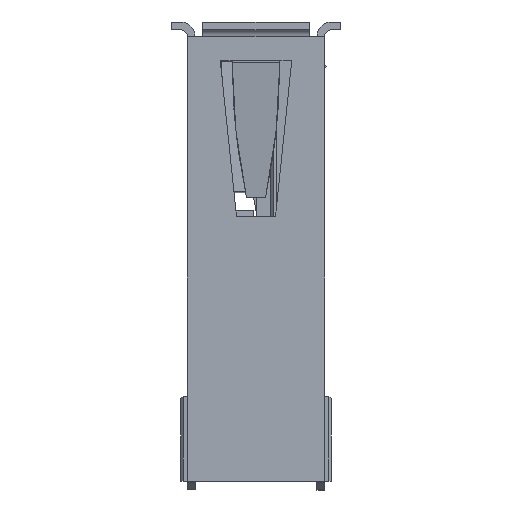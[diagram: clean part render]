
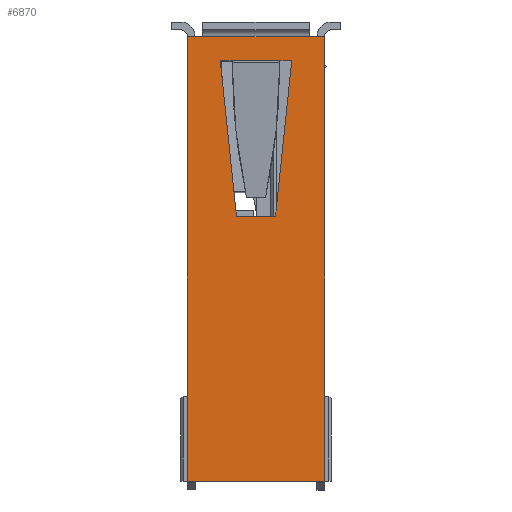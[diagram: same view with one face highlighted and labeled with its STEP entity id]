
A CAD part, left-side view. The second image highlights one B-rep face of the part: STEP entity #6870.
In plain terms, the highlighted planar face has unit normal (-1, 0, 0).
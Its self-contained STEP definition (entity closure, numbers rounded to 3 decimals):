
#268=DIRECTION('',(0.,0.,1.));
#269=VECTOR('',#268,18.67);
#270=CARTESIAN_POINT('',(-6.568,-2.88,-19.29));
#271=LINE('',#270,#269);
#458=DIRECTION('',(0.,0.,1.));
#459=VECTOR('',#458,18.67);
#460=CARTESIAN_POINT('',(-6.568,2.88,-19.29));
#461=LINE('',#460,#459);
#580=DIRECTION('',(0.,1.,0.));
#581=VECTOR('',#580,0.64);
#582=CARTESIAN_POINT('',(-6.568,2.24,-0.62));
#583=LINE('',#582,#581);
#612=DIRECTION('',(0.,1.,0.));
#613=VECTOR('',#612,0.64);
#614=CARTESIAN_POINT('',(-6.568,-2.88,-0.62));
#615=LINE('',#614,#613);
#2022=DIRECTION('',(0.,1.,0.));
#2023=VECTOR('',#2022,5.76);
#2024=CARTESIAN_POINT('',(-6.568,-2.88,-19.29));
#2025=LINE('',#2024,#2023);
#2026=DIRECTION('',(0.,1.,0.));
#2027=VECTOR('',#2026,4.48);
#2028=CARTESIAN_POINT('',(-6.568,-2.24,-0.62));
#2029=LINE('',#2028,#2027);
#2030=DIRECTION('',(0.,1.,0.));
#2031=VECTOR('',#2030,0.503);
#2032=CARTESIAN_POINT('',(-6.568,1.,-1.62));
#2033=LINE('',#2032,#2031);
#2034=DIRECTION('',(0.,-0.104,-0.995));
#2035=VECTOR('',#2034,6.565);
#2036=CARTESIAN_POINT('',(-6.568,1.503,-1.62));
#2037=LINE('',#2036,#2035);
#2038=DIRECTION('',(0.,-1.,0.));
#2039=VECTOR('',#2038,1.645);
#2040=CARTESIAN_POINT('',(-6.568,0.822,-8.15));
#2041=LINE('',#2040,#2039);
#2042=DIRECTION('',(0.,-0.104,0.995));
#2043=VECTOR('',#2042,6.565);
#2044=CARTESIAN_POINT('',(-6.568,-0.822,-8.15));
#2045=LINE('',#2044,#2043);
#2046=DIRECTION('',(0.,1.,0.));
#2047=VECTOR('',#2046,0.503);
#2048=CARTESIAN_POINT('',(-6.568,-1.503,-1.62));
#2049=LINE('',#2048,#2047);
#2050=DIRECTION('',(0.,1.,0.));
#2051=VECTOR('',#2050,2.);
#2052=CARTESIAN_POINT('',(-6.568,-1.,-1.62));
#2053=LINE('',#2052,#2051);
#3498=CARTESIAN_POINT('',(-6.568,-2.88,-19.29));
#3499=CARTESIAN_POINT('',(-6.568,2.88,-19.29));
#3500=VERTEX_POINT('',#3498);
#3501=VERTEX_POINT('',#3499);
#3706=CARTESIAN_POINT('',(-6.568,-2.88,-0.62));
#3707=VERTEX_POINT('',#3706);
#3710=CARTESIAN_POINT('',(-6.568,2.88,-0.62));
#3711=VERTEX_POINT('',#3710);
#3739=CARTESIAN_POINT('',(-6.568,2.24,-0.62));
#3741=VERTEX_POINT('',#3739);
#3791=CARTESIAN_POINT('',(-6.568,-2.24,-0.62));
#3793=VERTEX_POINT('',#3791);
#4314=CARTESIAN_POINT('',(-6.568,1.503,-1.62));
#4315=CARTESIAN_POINT('',(-6.568,0.822,-8.15));
#4316=VERTEX_POINT('',#4314);
#4317=VERTEX_POINT('',#4315);
#4318=CARTESIAN_POINT('',(-6.568,-0.822,-8.15));
#4319=VERTEX_POINT('',#4318);
#4320=CARTESIAN_POINT('',(-6.568,-1.503,-1.62));
#4321=VERTEX_POINT('',#4320);
#4362=CARTESIAN_POINT('',(-6.568,-1.,-1.62));
#4363=CARTESIAN_POINT('',(-6.568,1.,-1.62));
#4364=VERTEX_POINT('',#4362);
#4365=VERTEX_POINT('',#4363);
#6842=CARTESIAN_POINT('',(-6.568,-2.88,-19.29));
#6843=DIRECTION('',(-1.,0.,0.));
#6844=DIRECTION('',(0.,0.,1.));
#6845=AXIS2_PLACEMENT_3D('',#6842,#6843,#6844);
#6846=PLANE('',#6845);
#6847=ORIENTED_EDGE('',*,*,#4920,.F.);
#6848=ORIENTED_EDGE('',*,*,#4501,.F.);
#6850=ORIENTED_EDGE('',*,*,#6849,.T.);
#6851=ORIENTED_EDGE('',*,*,#4691,.T.);
#6852=ORIENTED_EDGE('',*,*,#4870,.F.);
#6853=ORIENTED_EDGE('',*,*,#6834,.F.);
#6854=EDGE_LOOP('',(#6847,#6848,#6850,#6851,#6852,#6853));
#6855=FACE_OUTER_BOUND('',#6854,.F.);
#6857=ORIENTED_EDGE('',*,*,#6856,.T.);
#6859=ORIENTED_EDGE('',*,*,#6858,.T.);
#6861=ORIENTED_EDGE('',*,*,#6860,.T.);
#6863=ORIENTED_EDGE('',*,*,#6862,.T.);
#6865=ORIENTED_EDGE('',*,*,#6864,.T.);
#6867=ORIENTED_EDGE('',*,*,#6866,.T.);
#6868=EDGE_LOOP('',(#6857,#6859,#6861,#6863,#6865,#6867));
#6869=FACE_BOUND('',#6868,.F.);
#4501=EDGE_CURVE('',#3500,#3707,#271,.T.);
#4691=EDGE_CURVE('',#3501,#3711,#461,.T.);
#4870=EDGE_CURVE('',#3741,#3711,#583,.T.);
#4920=EDGE_CURVE('',#3707,#3793,#615,.T.);
#6834=EDGE_CURVE('',#3793,#3741,#2029,.T.);
#6849=EDGE_CURVE('',#3500,#3501,#2025,.T.);
#6856=EDGE_CURVE('',#4365,#4316,#2033,.T.);
#6858=EDGE_CURVE('',#4316,#4317,#2037,.T.);
#6860=EDGE_CURVE('',#4317,#4319,#2041,.T.);
#6862=EDGE_CURVE('',#4319,#4321,#2045,.T.);
#6864=EDGE_CURVE('',#4321,#4364,#2049,.T.);
#6866=EDGE_CURVE('',#4364,#4365,#2053,.T.);
#6870=ADVANCED_FACE('',(#6855,#6869),#6846,.T.);
